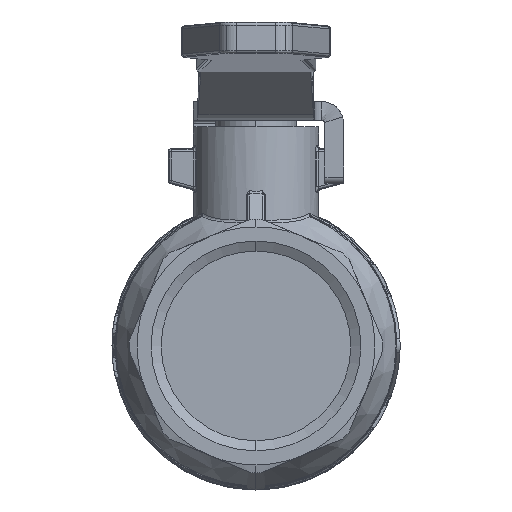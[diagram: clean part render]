
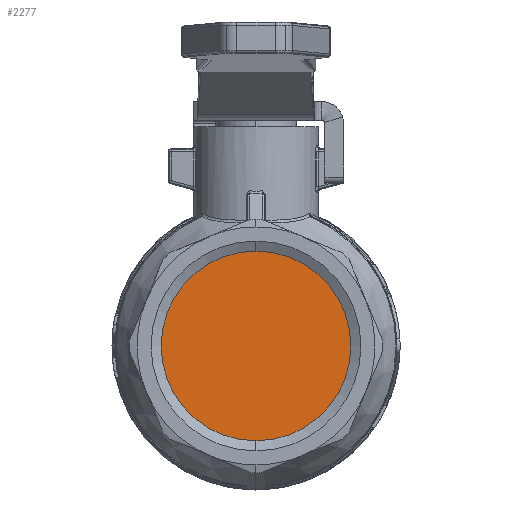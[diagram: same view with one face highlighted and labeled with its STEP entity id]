
A CAD part, left-side view. The second image highlights one B-rep face of the part: STEP entity #2277.
In plain terms, the highlighted planar face has unit normal (-1, 0, 0).
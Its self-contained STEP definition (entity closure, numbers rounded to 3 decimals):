
#2277=ADVANCED_FACE('',(#5134),#5135,.F.);
#5134=FACE_OUTER_BOUND('',#9863,.T.);
#5135=PLANE('',#9864);
#9863=EDGE_LOOP('',(#18074,#18075));
#9864=AXIS2_PLACEMENT_3D('',#18076,#18077,#18078);
#18074=ORIENTED_EDGE('',*,*,#25024,.F.);
#18075=ORIENTED_EDGE('',*,*,#23110,.F.);
#18076=CARTESIAN_POINT('',(-19.5,0.0,13.573));
#18077=DIRECTION('',(1.0,0.0,0.0));
#18078=DIRECTION('',(0.0,1.0,0.0));
#23110=EDGE_CURVE('',#27416,#27419,#27420,.T.);
#25024=EDGE_CURVE('',#27419,#27416,#30244,.T.);
#27416=VERTEX_POINT('',#33899);
#27419=VERTEX_POINT('',#33903);
#27420=CIRCLE('',#33904,15.146);
#30244=CIRCLE('',#41620,15.146);
#33899=CARTESIAN_POINT('',(-19.5,0.,15.146));
#33903=CARTESIAN_POINT('',(-19.5,0.0,-15.146));
#33904=AXIS2_PLACEMENT_3D('',#47365,#47366,#47367);
#41620=AXIS2_PLACEMENT_3D('',#49097,#49098,#49099);
#47365=CARTESIAN_POINT('',(-19.5,0.0,0.0));
#47366=DIRECTION('',(1.0,0.0,-0.0));
#47367=DIRECTION('',(0.0,0.0,1.0));
#49097=CARTESIAN_POINT('',(-19.5,0.0,0.0));
#49098=DIRECTION('',(1.0,0.0,-0.0));
#49099=DIRECTION('',(0.0,0.0,1.0));
